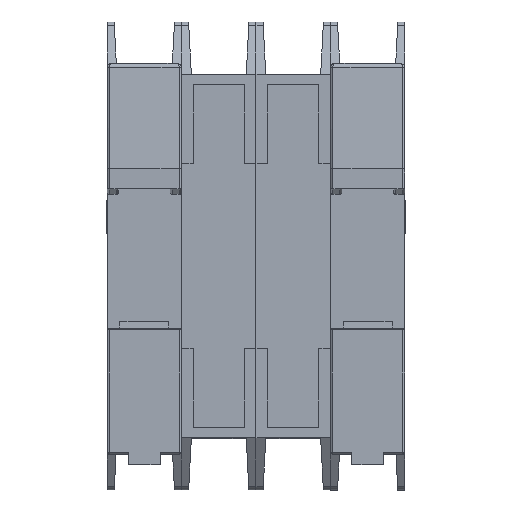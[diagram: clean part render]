
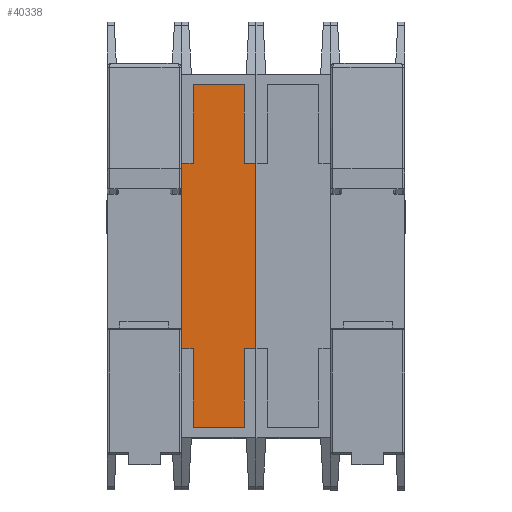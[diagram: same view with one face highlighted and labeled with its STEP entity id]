
A CAD part, front view. The second image highlights one B-rep face of the part: STEP entity #40338.
In plain terms, the highlighted planar face has unit normal (0, -1, 0).
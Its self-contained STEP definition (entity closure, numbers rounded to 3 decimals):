
#404 = DIRECTION ( 'NONE',  ( -1., 0., 0. ) ) ;
#675 = VERTEX_POINT ( 'NONE', #29092 ) ;
#712 = LINE ( 'NONE', #7602, #29597 ) ;
#787 = DIRECTION ( 'NONE',  ( 0., 0., -1. ) ) ;
#1528 = LINE ( 'NONE', #34569, #7210 ) ;
#2114 = ORIENTED_EDGE ( 'NONE', *, *, #5026, .T. ) ;
#2192 = VECTOR ( 'NONE', #787, 1000. ) ;
#2234 = ORIENTED_EDGE ( 'NONE', *, *, #38802, .F. ) ;
#2616 = CARTESIAN_POINT ( 'NONE',  ( -6., -30.432, -21.644 ) ) ;
#3054 = CARTESIAN_POINT ( 'NONE',  ( 6., -30.432, 21.856 ) ) ;
#3828 = ORIENTED_EDGE ( 'NONE', *, *, #25765, .F. ) ;
#3851 = CARTESIAN_POINT ( 'NONE',  ( -6., -30.432, 21.856 ) ) ;
#4030 = VERTEX_POINT ( 'NONE', #29719 ) ;
#4131 = EDGE_CURVE ( 'NONE', #21790, #30081, #6805, .T. ) ;
#4212 = DIRECTION ( 'NONE',  ( 0., 0., 1. ) ) ;
#4590 = CARTESIAN_POINT ( 'NONE',  ( 6., -30.432, 40.356 ) ) ;
#4879 = DIRECTION ( 'NONE',  ( -1., 0., 0. ) ) ;
#4904 = VERTEX_POINT ( 'NONE', #13733 ) ;
#5026 = EDGE_CURVE ( 'NONE', #28625, #42400, #12401, .T. ) ;
#5104 = CARTESIAN_POINT ( 'NONE',  ( 6., -30.432, 40.356 ) ) ;
#5105 = EDGE_CURVE ( 'NONE', #15920, #21790, #15847, .T. ) ;
#5150 = AXIS2_PLACEMENT_3D ( 'NONE', #39688, #13938, #4212 ) ;
#6418 = CARTESIAN_POINT ( 'NONE',  ( 8.75, -30.432, -21.644 ) ) ;
#6805 = LINE ( 'NONE', #37542, #2192 ) ;
#7210 = VECTOR ( 'NONE', #31339, 1000. ) ;
#7602 = CARTESIAN_POINT ( 'NONE',  ( 6., -30.432, -21.644 ) ) ;
#7741 = ORIENTED_EDGE ( 'NONE', *, *, #10535, .F. ) ;
#7771 = CARTESIAN_POINT ( 'NONE',  ( -6., -30.432, -40.144 ) ) ;
#7867 = VERTEX_POINT ( 'NONE', #42219 ) ;
#8040 = VECTOR ( 'NONE', #9528, 1000. ) ;
#8345 = VECTOR ( 'NONE', #32300, 1000. ) ;
#9184 = CARTESIAN_POINT ( 'NONE',  ( 8.75, -30.432, 21.856 ) ) ;
#9528 = DIRECTION ( 'NONE',  ( 0., 0., -1. ) ) ;
#10031 = ORIENTED_EDGE ( 'NONE', *, *, #25349, .F. ) ;
#10535 = EDGE_CURVE ( 'NONE', #28625, #675, #39310, .T. ) ;
#10982 = CARTESIAN_POINT ( 'NONE',  ( -8.75, -30.432, 21.856 ) ) ;
#11313 = EDGE_CURVE ( 'NONE', #27780, #38669, #38947, .T. ) ;
#12401 = LINE ( 'NONE', #9184, #8345 ) ;
#13299 = PLANE ( 'NONE',  #5150 ) ;
#13733 = CARTESIAN_POINT ( 'NONE',  ( 6., -30.432, -40.144 ) ) ;
#13938 = DIRECTION ( 'NONE',  ( 0., 1., 0. ) ) ;
#14349 = VECTOR ( 'NONE', #23242, 1000. ) ;
#14447 = ORIENTED_EDGE ( 'NONE', *, *, #29586, .F. ) ;
#14969 = VERTEX_POINT ( 'NONE', #38087 ) ;
#15847 = LINE ( 'NONE', #29279, #17305 ) ;
#15920 = VERTEX_POINT ( 'NONE', #3851 ) ;
#16353 = ORIENTED_EDGE ( 'NONE', *, *, #11313, .T. ) ;
#16575 = CARTESIAN_POINT ( 'NONE',  ( 8.75, -30.432, 21.856 ) ) ;
#17305 = VECTOR ( 'NONE', #29055, 1000. ) ;
#18781 = CARTESIAN_POINT ( 'NONE',  ( -6., -30.432, 40.356 ) ) ;
#20630 = EDGE_LOOP ( 'NONE', ( #36470, #3828, #16353, #2234, #30429, #14447, #7741, #2114, #10031, #29722, #26594, #36683 ) ) ;
#20761 = DIRECTION ( 'NONE',  ( 0., 0., -1. ) ) ;
#21790 = VERTEX_POINT ( 'NONE', #10982 ) ;
#23242 = DIRECTION ( 'NONE',  ( 0., 0., -1. ) ) ;
#23841 = FACE_OUTER_BOUND ( 'NONE', #20630, .T. ) ;
#24405 = DIRECTION ( 'NONE',  ( 0., 0., -1. ) ) ;
#24426 = DIRECTION ( 'NONE',  ( 0., 0., -1. ) ) ;
#24609 = LINE ( 'NONE', #18781, #39334 ) ;
#24708 = VECTOR ( 'NONE', #4879, 1000. ) ;
#25349 = EDGE_CURVE ( 'NONE', #4030, #42400, #27697, .T. ) ;
#25765 = EDGE_CURVE ( 'NONE', #27780, #30081, #1528, .T. ) ;
#26279 = CARTESIAN_POINT ( 'NONE',  ( 6., -30.432, -40.144 ) ) ;
#26594 = ORIENTED_EDGE ( 'NONE', *, *, #37173, .T. ) ;
#27697 = LINE ( 'NONE', #4590, #36897 ) ;
#27780 = VERTEX_POINT ( 'NONE', #38119 ) ;
#28625 = VERTEX_POINT ( 'NONE', #41882 ) ;
#29055 = DIRECTION ( 'NONE',  ( -1., 0., 0. ) ) ;
#29092 = CARTESIAN_POINT ( 'NONE',  ( 8.75, -30.432, -21.644 ) ) ;
#29279 = CARTESIAN_POINT ( 'NONE',  ( 8.75, -30.432, 21.856 ) ) ;
#29349 = LINE ( 'NONE', #26279, #40225 ) ;
#29586 = EDGE_CURVE ( 'NONE', #675, #7867, #32565, .T. ) ;
#29597 = VECTOR ( 'NONE', #20761, 1000. ) ;
#29719 = CARTESIAN_POINT ( 'NONE',  ( 6., -30.432, 40.356 ) ) ;
#29722 = ORIENTED_EDGE ( 'NONE', *, *, #34769, .T. ) ;
#30081 = VERTEX_POINT ( 'NONE', #32034 ) ;
#30429 = ORIENTED_EDGE ( 'NONE', *, *, #35476, .F. ) ;
#31339 = DIRECTION ( 'NONE',  ( -1., 0., 0. ) ) ;
#32034 = CARTESIAN_POINT ( 'NONE',  ( -8.75, -30.432, -21.644 ) ) ;
#32300 = DIRECTION ( 'NONE',  ( -1., 0., 0. ) ) ;
#32364 = DIRECTION ( 'NONE',  ( -1., 0., 0. ) ) ;
#32565 = LINE ( 'NONE', #6418, #32648 ) ;
#32648 = VECTOR ( 'NONE', #404, 1000. ) ;
#34090 = LINE ( 'NONE', #5104, #24708 ) ;
#34569 = CARTESIAN_POINT ( 'NONE',  ( 8.75, -30.432, -21.644 ) ) ;
#34769 = EDGE_CURVE ( 'NONE', #4030, #14969, #34090, .T. ) ;
#35476 = EDGE_CURVE ( 'NONE', #7867, #4904, #712, .T. ) ;
#36470 = ORIENTED_EDGE ( 'NONE', *, *, #4131, .T. ) ;
#36683 = ORIENTED_EDGE ( 'NONE', *, *, #5105, .T. ) ;
#36897 = VECTOR ( 'NONE', #24426, 1000. ) ;
#37173 = EDGE_CURVE ( 'NONE', #14969, #15920, #24609, .T. ) ;
#37542 = CARTESIAN_POINT ( 'NONE',  ( -8.75, -30.432, 21.856 ) ) ;
#38087 = CARTESIAN_POINT ( 'NONE',  ( -6., -30.432, 40.356 ) ) ;
#38119 = CARTESIAN_POINT ( 'NONE',  ( -6., -30.432, -21.644 ) ) ;
#38669 = VERTEX_POINT ( 'NONE', #7771 ) ;
#38802 = EDGE_CURVE ( 'NONE', #4904, #38669, #29349, .T. ) ;
#38947 = LINE ( 'NONE', #2616, #8040 ) ;
#39310 = LINE ( 'NONE', #16575, #14349 ) ;
#39334 = VECTOR ( 'NONE', #24405, 1000. ) ;
#39688 = CARTESIAN_POINT ( 'NONE',  ( 8.75, -30.432, 21.856 ) ) ;
#40225 = VECTOR ( 'NONE', #32364, 1000. ) ;
#40338 = ADVANCED_FACE ( 'NONE', ( #23841 ), #13299, .F. ) ;
#41882 = CARTESIAN_POINT ( 'NONE',  ( 8.75, -30.432, 21.856 ) ) ;
#42219 = CARTESIAN_POINT ( 'NONE',  ( 6., -30.432, -21.644 ) ) ;
#42400 = VERTEX_POINT ( 'NONE', #3054 ) ;
